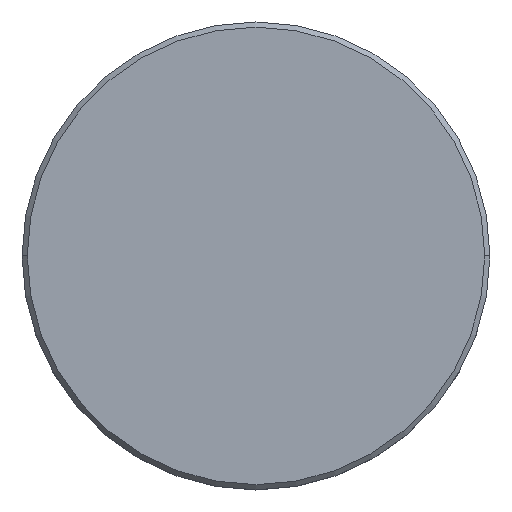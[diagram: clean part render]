
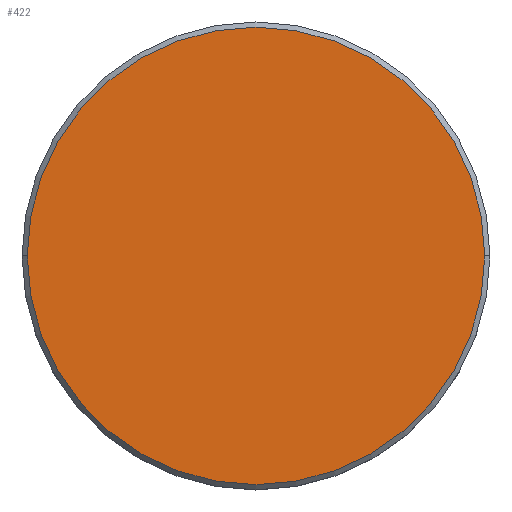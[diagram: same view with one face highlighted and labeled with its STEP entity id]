
A CAD part, top view. The second image highlights one B-rep face of the part: STEP entity #422.
In plain terms, the highlighted planar face has unit normal (0, 0, 1).
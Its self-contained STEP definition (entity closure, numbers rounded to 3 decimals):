
#9 = VERTEX_POINT ( 'NONE', #171 ) ;
#23 = EDGE_LOOP ( 'NONE', ( #255, #186 ) ) ;
#25 = EDGE_CURVE ( 'NONE', #9, #763, #836, .T. ) ;
#62 = CARTESIAN_POINT ( 'NONE',  ( -22., 0., 0. ) ) ;
#89 = CARTESIAN_POINT ( 'NONE',  ( 0., 0., 0. ) ) ;
#145 = DIRECTION ( 'NONE',  ( 1., 0., 0. ) ) ;
#171 = CARTESIAN_POINT ( 'NONE',  ( 22., 0., 0. ) ) ;
#186 = ORIENTED_EDGE ( 'NONE', *, *, #25, .T. ) ;
#200 = AXIS2_PLACEMENT_3D ( 'NONE', #268, #440, #738 ) ;
#255 = ORIENTED_EDGE ( 'NONE', *, *, #1068, .T. ) ;
#268 = CARTESIAN_POINT ( 'NONE',  ( 0., 0., 0. ) ) ;
#279 = PLANE ( 'NONE',  #200 ) ;
#325 = DIRECTION ( 'NONE',  ( 0., 0., 1. ) ) ;
#380 = AXIS2_PLACEMENT_3D ( 'NONE', #434, #325, #145 ) ;
#422 = ADVANCED_FACE ( 'NONE', ( #1083 ), #279, .T. ) ;
#434 = CARTESIAN_POINT ( 'NONE',  ( 0., 0., 0. ) ) ;
#440 = DIRECTION ( 'NONE',  ( 0., 0., 1. ) ) ;
#516 = CIRCLE ( 'NONE', #380, 22. ) ;
#733 = DIRECTION ( 'NONE',  ( 1., 0., 0. ) ) ;
#738 = DIRECTION ( 'NONE',  ( 1., 0., 0. ) ) ;
#763 = VERTEX_POINT ( 'NONE', #62 ) ;
#836 = CIRCLE ( 'NONE', #1026, 22. ) ;
#1026 = AXIS2_PLACEMENT_3D ( 'NONE', #89, #1182, #733 ) ;
#1068 = EDGE_CURVE ( 'NONE', #763, #9, #516, .T. ) ;
#1083 = FACE_OUTER_BOUND ( 'NONE', #23, .T. ) ;
#1182 = DIRECTION ( 'NONE',  ( 0., 0., 1. ) ) ;
